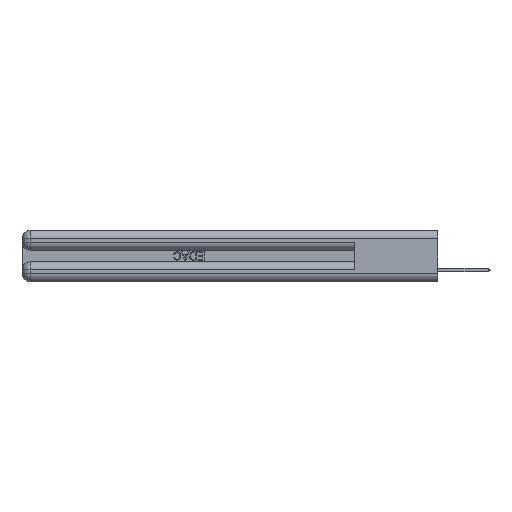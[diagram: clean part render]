
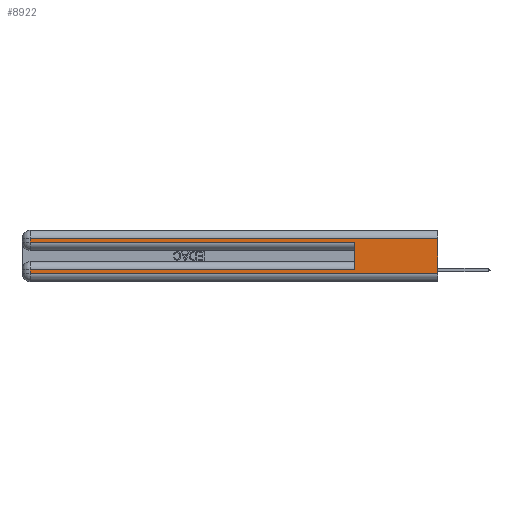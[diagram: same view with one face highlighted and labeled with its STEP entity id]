
A CAD part, left-side view. The second image highlights one B-rep face of the part: STEP entity #8922.
In plain terms, the highlighted planar face has unit normal (-1, 0, 0).
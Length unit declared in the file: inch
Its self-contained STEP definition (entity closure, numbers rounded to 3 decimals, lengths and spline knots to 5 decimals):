
#1329 = LINE ( 'NONE', #49905, #32456 ) ;
#1357 = CARTESIAN_POINT ( 'NONE',  ( 0., 2.94, 0.31 ) ) ;
#2282 = LINE ( 'NONE', #37713, #9030 ) ;
#2878 = VERTEX_POINT ( 'NONE', #5836 ) ;
#2889 = ORIENTED_EDGE ( 'NONE', *, *, #17678, .T. ) ;
#3114 = CARTESIAN_POINT ( 'NONE',  ( 0., 2.94, 0.085 ) ) ;
#3841 = ORIENTED_EDGE ( 'NONE', *, *, #11569, .T. ) ;
#4515 = VERTEX_POINT ( 'NONE', #48336 ) ;
#5143 = VERTEX_POINT ( 'NONE', #3114 ) ;
#5283 = CARTESIAN_POINT ( 'NONE',  ( 0., 0., 0.37 ) ) ;
#5786 = DIRECTION ( 'NONE',  ( 0., 0., -1. ) ) ;
#5836 = CARTESIAN_POINT ( 'NONE',  ( 0., 0.6, 0.285 ) ) ;
#6601 = CARTESIAN_POINT ( 'NONE',  ( 0., 2.94, 0.285 ) ) ;
#8887 = EDGE_CURVE ( 'NONE', #30475, #18936, #24370, .T. ) ;
#8922 = ADVANCED_FACE ( 'NONE', ( #46306 ), #40304, .F. ) ;
#9030 = VECTOR ( 'NONE', #33457, 39.37008 ) ;
#9492 = LINE ( 'NONE', #21942, #31405 ) ;
#10348 = ORIENTED_EDGE ( 'NONE', *, *, #8887, .T. ) ;
#11001 = ORIENTED_EDGE ( 'NONE', *, *, #26592, .T. ) ;
#11569 = EDGE_CURVE ( 'NONE', #41645, #44035, #9492, .T. ) ;
#12675 = ORIENTED_EDGE ( 'NONE', *, *, #43081, .T. ) ;
#12719 = CARTESIAN_POINT ( 'NONE',  ( 0., 2.94, 0.37 ) ) ;
#14602 = DIRECTION ( 'NONE',  ( 0., -1., 0. ) ) ;
#14739 = VECTOR ( 'NONE', #30435, 39.37008 ) ;
#15489 = DIRECTION ( 'NONE',  ( 0., 1., 0. ) ) ;
#17105 = VECTOR ( 'NONE', #22987, 39.37008 ) ;
#17678 = EDGE_CURVE ( 'NONE', #4515, #5143, #48266, .T. ) ;
#18936 = VERTEX_POINT ( 'NONE', #29386 ) ;
#21942 = CARTESIAN_POINT ( 'NONE',  ( 0., 0., 0.31 ) ) ;
#22545 = DIRECTION ( 'NONE',  ( 0., 0., -1. ) ) ;
#22987 = DIRECTION ( 'NONE',  ( 0., 0., 1. ) ) ;
#23372 = EDGE_LOOP ( 'NONE', ( #48021, #3841, #44760, #12675, #41976, #2889, #11001, #10348 ) ) ;
#23652 = VECTOR ( 'NONE', #22545, 39.37008 ) ;
#24370 = LINE ( 'NONE', #25484, #14739 ) ;
#25484 = CARTESIAN_POINT ( 'NONE',  ( 0., 0., 0.06 ) ) ;
#25820 = CARTESIAN_POINT ( 'NONE',  ( 0., 0., 0.085 ) ) ;
#26592 = EDGE_CURVE ( 'NONE', #5143, #30475, #29710, .T. ) ;
#27445 = LINE ( 'NONE', #46234, #17105 ) ;
#29082 = CARTESIAN_POINT ( 'NONE',  ( 0., 2.94, 0.37 ) ) ;
#29386 = CARTESIAN_POINT ( 'NONE',  ( 0., 0., 0.06 ) ) ;
#29407 = AXIS2_PLACEMENT_3D ( 'NONE', #5283, #40473, #5786 ) ;
#29710 = LINE ( 'NONE', #29082, #23652 ) ;
#30435 = DIRECTION ( 'NONE',  ( 0., -1., 0. ) ) ;
#30475 = VERTEX_POINT ( 'NONE', #33945 ) ;
#30702 = VERTEX_POINT ( 'NONE', #6601 ) ;
#31262 = EDGE_CURVE ( 'NONE', #4515, #2878, #27445, .T. ) ;
#31405 = VECTOR ( 'NONE', #15489, 39.37008 ) ;
#32456 = VECTOR ( 'NONE', #14602, 39.37008 ) ;
#33457 = DIRECTION ( 'NONE',  ( 0., 0., -1. ) ) ;
#33945 = CARTESIAN_POINT ( 'NONE',  ( 0., 2.94, 0.06 ) ) ;
#36193 = CARTESIAN_POINT ( 'NONE',  ( 0., 0., 0.31 ) ) ;
#37713 = CARTESIAN_POINT ( 'NONE',  ( 0., 0., 0.37 ) ) ;
#38466 = LINE ( 'NONE', #12719, #39651 ) ;
#39651 = VECTOR ( 'NONE', #47841, 39.37008 ) ;
#39926 = EDGE_CURVE ( 'NONE', #41645, #18936, #2282, .T. ) ;
#40304 = PLANE ( 'NONE',  #29407 ) ;
#40473 = DIRECTION ( 'NONE',  ( 1., 0., 0. ) ) ;
#41645 = VERTEX_POINT ( 'NONE', #36193 ) ;
#41976 = ORIENTED_EDGE ( 'NONE', *, *, #31262, .F. ) ;
#43081 = EDGE_CURVE ( 'NONE', #30702, #2878, #1329, .T. ) ;
#43945 = EDGE_CURVE ( 'NONE', #44035, #30702, #38466, .T. ) ;
#44035 = VERTEX_POINT ( 'NONE', #1357 ) ;
#44760 = ORIENTED_EDGE ( 'NONE', *, *, #43945, .T. ) ;
#45715 = DIRECTION ( 'NONE',  ( 0., 1., 0. ) ) ;
#46234 = CARTESIAN_POINT ( 'NONE',  ( 0., 0.6, 0.145 ) ) ;
#46306 = FACE_OUTER_BOUND ( 'NONE', #23372, .T. ) ;
#47078 = VECTOR ( 'NONE', #45715, 39.37008 ) ;
#47841 = DIRECTION ( 'NONE',  ( 0., 0., -1. ) ) ;
#48021 = ORIENTED_EDGE ( 'NONE', *, *, #39926, .F. ) ;
#48266 = LINE ( 'NONE', #25820, #47078 ) ;
#48336 = CARTESIAN_POINT ( 'NONE',  ( 0., 0.6, 0.085 ) ) ;
#49905 = CARTESIAN_POINT ( 'NONE',  ( 0., 0., 0.285 ) ) ;
